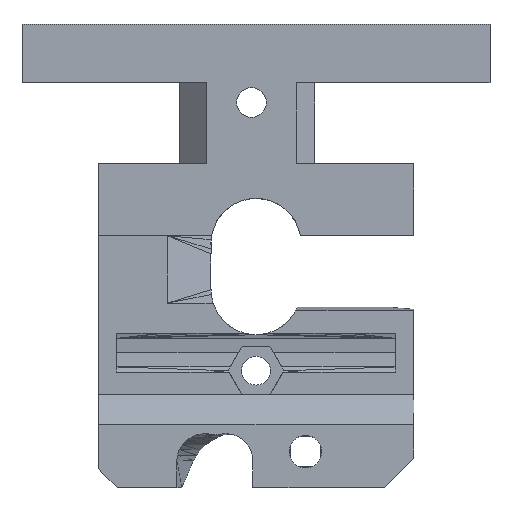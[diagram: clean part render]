
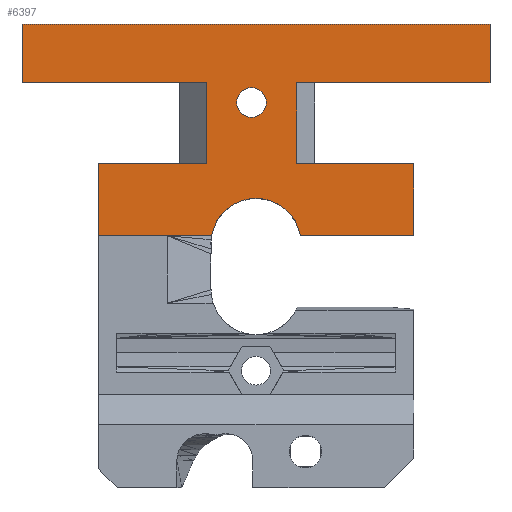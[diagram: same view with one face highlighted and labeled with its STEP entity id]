
A CAD part, top view. The second image highlights one B-rep face of the part: STEP entity #6397.
In plain terms, the highlighted planar face has unit normal (0, 0, 1).
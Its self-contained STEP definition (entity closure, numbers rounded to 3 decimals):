
#22=CIRCLE('',#6779,5.01);
#23=CIRCLE('',#6784,1.65);
#45=FACE_BOUND('',#757,.T.);
#383=FACE_OUTER_BOUND('',#756,.T.);
#756=EDGE_LOOP('',(#5456,#5457,#5458,#5459,#5460,#5461,#5462,#5463,#5464,
#5465,#5466,#5467,#5468,#5469));
#757=EDGE_LOOP('',(#5470));
#1550=LINE('',#12298,#2408);
#1555=LINE('',#12307,#2413);
#1559=LINE('',#12410,#2417);
#1567=LINE('',#12431,#2425);
#1569=LINE('',#12435,#2427);
#1570=LINE('',#12437,#2428);
#1571=LINE('',#12439,#2429);
#1572=LINE('',#12441,#2430);
#1573=LINE('',#12443,#2431);
#1574=LINE('',#12445,#2432);
#1575=LINE('',#12447,#2433);
#1576=LINE('',#12449,#2434);
#1577=LINE('',#12450,#2435);
#2408=VECTOR('',#8210,10.);
#2413=VECTOR('',#8217,1.);
#2417=VECTOR('',#8223,1.);
#2425=VECTOR('',#8247,10.);
#2427=VECTOR('',#8251,10.);
#2428=VECTOR('',#8252,1.);
#2429=VECTOR('',#8253,1.);
#2430=VECTOR('',#8254,1.);
#2431=VECTOR('',#8255,10.);
#2432=VECTOR('',#8256,1.);
#2433=VECTOR('',#8257,1.);
#2434=VECTOR('',#8258,1.);
#2435=VECTOR('',#8259,10.);
#2959=VERTEX_POINT('',#12295);
#2960=VERTEX_POINT('',#12297);
#2963=VERTEX_POINT('',#12305);
#2968=VERTEX_POINT('',#12407);
#2969=VERTEX_POINT('',#12409);
#2972=VERTEX_POINT('',#12423);
#2975=VERTEX_POINT('',#12434);
#2976=VERTEX_POINT('',#12436);
#2977=VERTEX_POINT('',#12438);
#2978=VERTEX_POINT('',#12440);
#2979=VERTEX_POINT('',#12442);
#2980=VERTEX_POINT('',#12444);
#2981=VERTEX_POINT('',#12446);
#2982=VERTEX_POINT('',#12448);
#2983=VERTEX_POINT('',#12451);
#3794=EDGE_CURVE('',#2960,#2959,#1550,.T.);
#3799=EDGE_CURVE('',#2963,#2959,#1555,.T.);
#3806=EDGE_CURVE('',#2968,#2969,#1559,.T.);
#3813=EDGE_CURVE('',#2972,#2960,#22,.T.);
#3817=EDGE_CURVE('',#2972,#2968,#1567,.T.);
#3819=EDGE_CURVE('',#2975,#2963,#1569,.T.);
#3820=EDGE_CURVE('',#2975,#2976,#1570,.T.);
#3821=EDGE_CURVE('',#2977,#2976,#1571,.T.);
#3822=EDGE_CURVE('',#2977,#2978,#1572,.T.);
#3823=EDGE_CURVE('',#2979,#2978,#1573,.T.);
#3824=EDGE_CURVE('',#2980,#2979,#1574,.T.);
#3825=EDGE_CURVE('',#2981,#2980,#1575,.T.);
#3826=EDGE_CURVE('',#2982,#2981,#1576,.T.);
#3827=EDGE_CURVE('',#2982,#2969,#1577,.T.);
#3828=EDGE_CURVE('',#2983,#2983,#23,.T.);
#5456=ORIENTED_EDGE('',*,*,#3813,.T.);
#5457=ORIENTED_EDGE('',*,*,#3794,.T.);
#5458=ORIENTED_EDGE('',*,*,#3799,.F.);
#5459=ORIENTED_EDGE('',*,*,#3819,.F.);
#5460=ORIENTED_EDGE('',*,*,#3820,.T.);
#5461=ORIENTED_EDGE('',*,*,#3821,.F.);
#5462=ORIENTED_EDGE('',*,*,#3822,.T.);
#5463=ORIENTED_EDGE('',*,*,#3823,.F.);
#5464=ORIENTED_EDGE('',*,*,#3824,.F.);
#5465=ORIENTED_EDGE('',*,*,#3825,.F.);
#5466=ORIENTED_EDGE('',*,*,#3826,.F.);
#5467=ORIENTED_EDGE('',*,*,#3827,.T.);
#5468=ORIENTED_EDGE('',*,*,#3806,.F.);
#5469=ORIENTED_EDGE('',*,*,#3817,.F.);
#5470=ORIENTED_EDGE('',*,*,#3828,.T.);
#6035=PLANE('',#6783);
#6397=ADVANCED_FACE('',(#383,#45),#6035,.F.);
#6779=AXIS2_PLACEMENT_3D('',#12424,#8238,#8239);
#6783=AXIS2_PLACEMENT_3D('',#12433,#8249,#8250);
#6784=AXIS2_PLACEMENT_3D('',#12452,#8260,#8261);
#8210=DIRECTION('',(1.,0.,0.));
#8217=DIRECTION('',(0.,-1.,0.));
#8223=DIRECTION('',(0.,1.,0.));
#8238=DIRECTION('center_axis',(0.,0.,-1.));
#8239=DIRECTION('ref_axis',(-0.993,-0.121,0.));
#8247=DIRECTION('',(-1.,0.,0.));
#8249=DIRECTION('center_axis',(0.,0.,-1.));
#8250=DIRECTION('ref_axis',(-1.,0.,0.));
#8251=DIRECTION('',(1.,0.,0.));
#8252=DIRECTION('',(0.,1.,0.));
#8253=DIRECTION('',(-1.,0.,0.));
#8254=DIRECTION('',(0.,1.,0.));
#8255=DIRECTION('',(1.,0.,0.));
#8256=DIRECTION('',(0.,1.,0.));
#8257=DIRECTION('',(-1.,0.,0.));
#8258=DIRECTION('',(0.,1.,0.));
#8259=DIRECTION('',(-1.,0.,0.));
#8260=DIRECTION('center_axis',(0.,0.,-1.));
#8261=DIRECTION('ref_axis',(1.,0.,0.));
#12295=CARTESIAN_POINT('',(10.25,-21.,-217.6));
#12297=CARTESIAN_POINT('',(-2.317,-21.,-217.6));
#12298=CARTESIAN_POINT('',(9.25,-21.,-217.6));
#12305=CARTESIAN_POINT('',(10.25,-13.,-217.6));
#12307=CARTESIAN_POINT('',(10.25,-21.,-217.6));
#12407=CARTESIAN_POINT('',(-24.75,-21.,-217.6));
#12409=CARTESIAN_POINT('',(-24.75,-13.,-217.6));
#12410=CARTESIAN_POINT('',(-24.75,-21.,-217.6));
#12423=CARTESIAN_POINT('',(-12.183,-21.,-217.6));
#12424=CARTESIAN_POINT('Origin',(-7.25,-21.87,-217.6));
#12431=CARTESIAN_POINT('',(-23.75,-21.,-217.6));
#12433=CARTESIAN_POINT('Origin',(-7.326,-6.141,-217.6));
#12434=CARTESIAN_POINT('',(-2.75,-13.,-217.6));
#12435=CARTESIAN_POINT('',(9.25,-13.,-217.6));
#12436=CARTESIAN_POINT('',(-2.75,-4.,-217.6));
#12437=CARTESIAN_POINT('',(-2.75,-13.,-217.6));
#12438=CARTESIAN_POINT('',(18.75,-4.,-217.6));
#12439=CARTESIAN_POINT('',(-2.75,-4.,-217.6));
#12440=CARTESIAN_POINT('',(18.75,2.481,-217.6));
#12441=CARTESIAN_POINT('',(18.75,-3.,-217.6));
#12442=CARTESIAN_POINT('',(-33.25,2.481,-217.6));
#12443=CARTESIAN_POINT('',(-7.288,2.481,-217.6));
#12444=CARTESIAN_POINT('',(-33.25,-4.,-217.6));
#12445=CARTESIAN_POINT('',(-33.25,-3.,-217.6));
#12446=CARTESIAN_POINT('',(-12.75,-4.,-217.6));
#12447=CARTESIAN_POINT('',(-33.25,-4.,-217.6));
#12448=CARTESIAN_POINT('',(-12.75,-13.,-217.6));
#12449=CARTESIAN_POINT('',(-12.75,-13.,-217.6));
#12450=CARTESIAN_POINT('',(-23.75,-13.,-217.6));
#12451=CARTESIAN_POINT('',(-9.402,-6.206,-217.6));
#12452=CARTESIAN_POINT('Origin',(-7.752,-6.206,-217.6));
